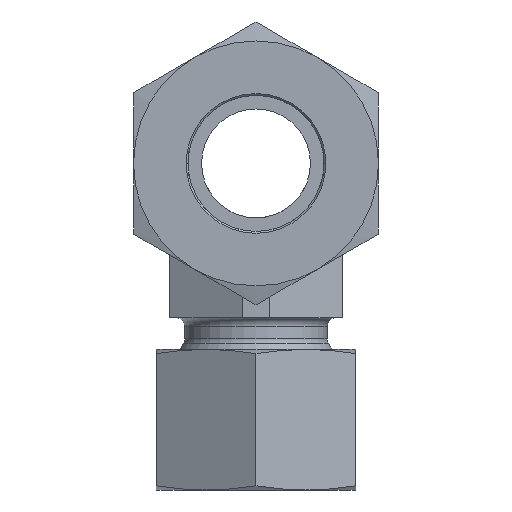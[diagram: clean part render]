
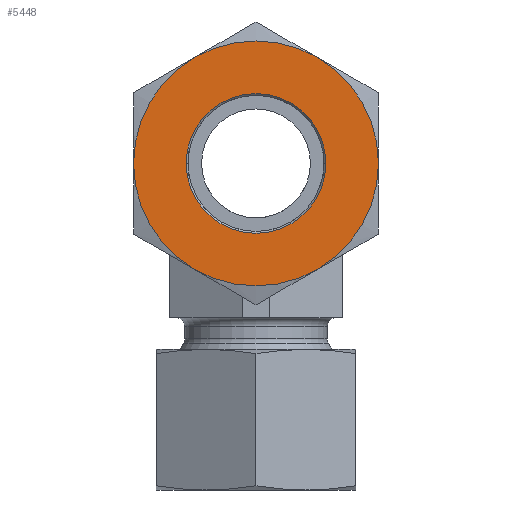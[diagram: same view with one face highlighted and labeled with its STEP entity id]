
A CAD part, front view. The second image highlights one B-rep face of the part: STEP entity #5448.
In plain terms, the highlighted face is planar.
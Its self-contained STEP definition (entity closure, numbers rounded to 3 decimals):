
#5352=CARTESIAN_POINT('',(7.7,0.,17.0));
#5353=VERTEX_POINT('',#5352);
#5354=CARTESIAN_POINT('',(0.0,0.0,17.0));
#5355=DIRECTION('',(0.0,0.0,1.0));
#5356=DIRECTION('',(-1.0,0.0,0.0));
#5357=AXIS2_PLACEMENT_3D('',#5354,#5355,#5356);
#5358=CIRCLE('',#5357,7.7);
#5359=EDGE_CURVE('',#5353,#5353,#5358,.T.);
#5384=CARTESIAN_POINT('',(0.,0.0,17.0));
#5385=DIRECTION('',(0.0,0.0,1.0));
#5386=DIRECTION('',(1.0,0.0,0.0));
#5387=AXIS2_PLACEMENT_3D('',#5384,#5385,#5386);
#5388=PLANE('',#5387);
#5389=CARTESIAN_POINT('',(-6.75,-11.691,17.0));
#5390=VERTEX_POINT('',#5389);
#5391=CARTESIAN_POINT('',(6.75,-11.691,17.0));
#5392=VERTEX_POINT('',#5391);
#5393=CARTESIAN_POINT('',(0.0,0.0,17.0));
#5394=DIRECTION('',(0.0,0.0,1.0));
#5395=DIRECTION('',(-0.5,-0.866,0.0));
#5396=AXIS2_PLACEMENT_3D('',#5393,#5394,#5395);
#5397=CIRCLE('',#5396,13.5);
#5398=EDGE_CURVE('',#5390,#5392,#5397,.T.);
#5399=ORIENTED_EDGE('',*,*,#5398,.T.);
#5400=CARTESIAN_POINT('',(13.5,0.,17.0));
#5401=VERTEX_POINT('',#5400);
#5402=CARTESIAN_POINT('',(0.0,0.0,17.0));
#5403=DIRECTION('',(0.0,0.0,1.0));
#5404=DIRECTION('',(-0.5,-0.866,0.0));
#5405=AXIS2_PLACEMENT_3D('',#5402,#5403,#5404);
#5406=CIRCLE('',#5405,13.5);
#5407=EDGE_CURVE('',#5392,#5401,#5406,.T.);
#5408=ORIENTED_EDGE('',*,*,#5407,.T.);
#5409=CARTESIAN_POINT('',(6.75,11.691,17.0));
#5410=VERTEX_POINT('',#5409);
#5411=CARTESIAN_POINT('',(0.0,0.0,17.0));
#5412=DIRECTION('',(0.0,0.0,1.0));
#5413=DIRECTION('',(-0.5,-0.866,0.0));
#5414=AXIS2_PLACEMENT_3D('',#5411,#5412,#5413);
#5415=CIRCLE('',#5414,13.5);
#5416=EDGE_CURVE('',#5401,#5410,#5415,.T.);
#5417=ORIENTED_EDGE('',*,*,#5416,.T.);
#5418=CARTESIAN_POINT('',(-6.75,11.691,17.0));
#5419=VERTEX_POINT('',#5418);
#5420=CARTESIAN_POINT('',(0.0,0.0,17.0));
#5421=DIRECTION('',(0.0,0.0,1.0));
#5422=DIRECTION('',(-0.5,-0.866,0.0));
#5423=AXIS2_PLACEMENT_3D('',#5420,#5421,#5422);
#5424=CIRCLE('',#5423,13.5);
#5425=EDGE_CURVE('',#5410,#5419,#5424,.T.);
#5426=ORIENTED_EDGE('',*,*,#5425,.T.);
#5427=CARTESIAN_POINT('',(-13.5,0.0,17.0));
#5428=VERTEX_POINT('',#5427);
#5429=CARTESIAN_POINT('',(0.0,0.0,17.0));
#5430=DIRECTION('',(0.0,0.0,1.0));
#5431=DIRECTION('',(-0.5,-0.866,0.0));
#5432=AXIS2_PLACEMENT_3D('',#5429,#5430,#5431);
#5433=CIRCLE('',#5432,13.5);
#5434=EDGE_CURVE('',#5419,#5428,#5433,.T.);
#5435=ORIENTED_EDGE('',*,*,#5434,.T.);
#5436=CARTESIAN_POINT('',(0.0,0.0,17.0));
#5437=DIRECTION('',(0.0,0.0,1.0));
#5438=DIRECTION('',(-0.5,-0.866,0.0));
#5439=AXIS2_PLACEMENT_3D('',#5436,#5437,#5438);
#5440=CIRCLE('',#5439,13.5);
#5441=EDGE_CURVE('',#5428,#5390,#5440,.T.);
#5442=ORIENTED_EDGE('',*,*,#5441,.T.);
#5443=EDGE_LOOP('',(#5399,#5408,#5417,#5426,#5435,#5442));
#5444=FACE_OUTER_BOUND('',#5443,.T.);
#5445=ORIENTED_EDGE('',*,*,#5359,.F.);
#5446=EDGE_LOOP('',(#5445));
#5447=FACE_BOUND('',#5446,.T.);
#5448=ADVANCED_FACE('',(#5444,#5447),#5388,.T.);
